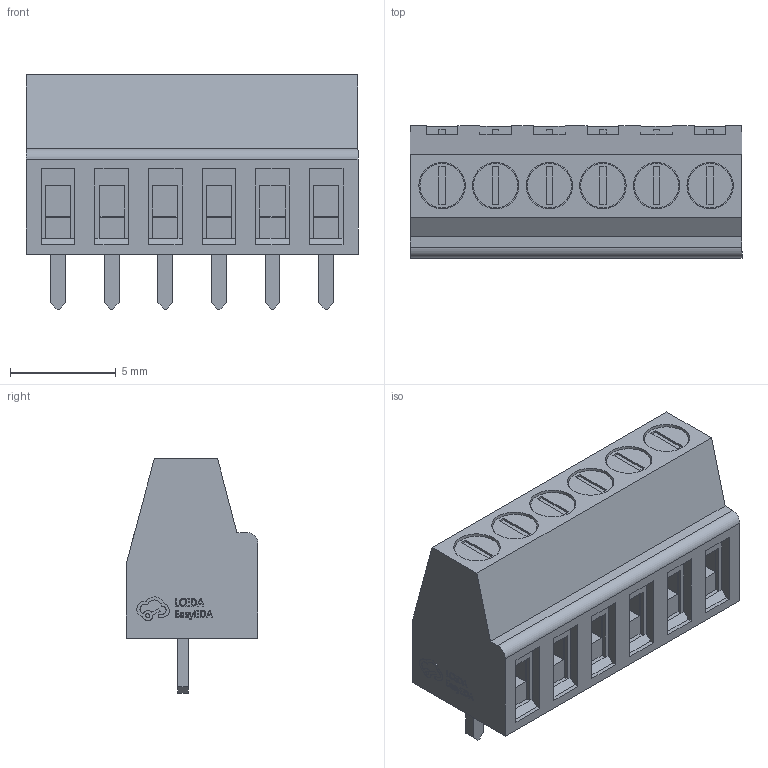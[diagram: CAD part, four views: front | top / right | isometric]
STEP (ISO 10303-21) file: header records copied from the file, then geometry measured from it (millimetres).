
FILE_DESCRIPTION (( 'STEP AP214' ), '1' );
FILE_NAME ('CONN-TH_6P-P2.54_MX128-2.54-6P.STEP', '2023-04-15T02:56:44', ( '' ), ( '' ), 'SwSTEP 2.0', 'SolidWorks 2020', '' );
FILE_SCHEMA (( 'AUTOMOTIVE_DESIGN' ));
Length unit declared in the file: millimetre
Products named in the file (1): CONN-TH_6P-P2.54_MX128-2.54-6P
Bounding box: 15.73 x 6.25 x 11.1 mm (x, y, z)
Volume: 582.2 mm3; surface area: 1533.9 mm2
Topology: 13 solids, 13 shells, 864 faces, 2307 edges, 1530 vertices
Faces by surface type: plane 717, bspline 98, cylinder 49
Full cylindrical faces by diameter (mm): 2.1 x6, 2.2 x6
Entity records: 36679 total; most frequent: CARTESIAN_POINT 5996, ORIENTED_EDGE 4590, DIRECTION 3739, EDGE_CURVE 2295, VECTOR 1985, LINE 1985, VERTEX_POINT 1530, EDGE_LOOP 973
